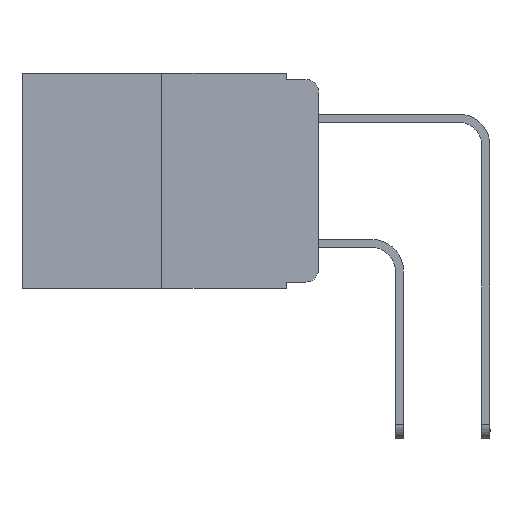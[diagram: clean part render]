
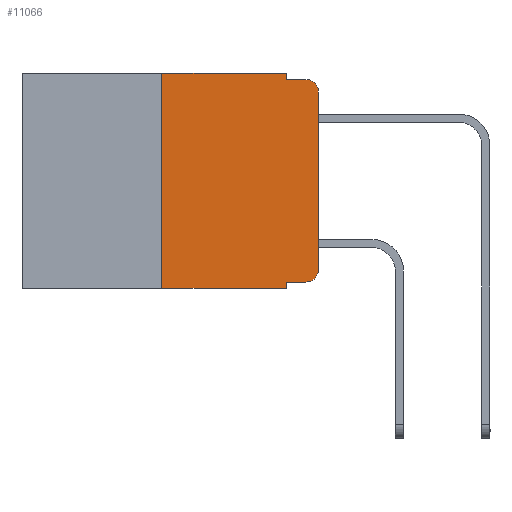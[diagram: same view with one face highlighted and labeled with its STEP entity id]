
A CAD part, left-side view. The second image highlights one B-rep face of the part: STEP entity #11066.
In plain terms, the highlighted planar face has unit normal (-1, 0, 0).
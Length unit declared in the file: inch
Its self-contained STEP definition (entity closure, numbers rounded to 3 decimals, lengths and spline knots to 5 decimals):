
#91 = VERTEX_POINT ( 'NONE', #442 ) ;
#429 = VERTEX_POINT ( 'NONE', #4353 ) ;
#442 = CARTESIAN_POINT ( 'NONE',  ( 0., 0.25, -0.343 ) ) ;
#455 = LINE ( 'NONE', #8249, #14437 ) ;
#477 = EDGE_CURVE ( 'NONE', #1732, #8832, #1995, .T. ) ;
#547 = ORIENTED_EDGE ( 'NONE', *, *, #6283, .T. ) ;
#623 = DIRECTION ( 'NONE',  ( 0., -1., 0. ) ) ;
#1588 = VECTOR ( 'NONE', #15305, 39.37008 ) ;
#1700 = DIRECTION ( 'NONE',  ( -1., 0., 0. ) ) ;
#1708 = ORIENTED_EDGE ( 'NONE', *, *, #13168, .T. ) ;
#1732 = VERTEX_POINT ( 'NONE', #3764 ) ;
#1909 = CARTESIAN_POINT ( 'NONE',  ( 0., 0.051, 0. ) ) ;
#1995 = LINE ( 'NONE', #1909, #4522 ) ;
#2186 = DIRECTION ( 'NONE',  ( 1., 0., 0. ) ) ;
#2975 = VERTEX_POINT ( 'NONE', #10622 ) ;
#3116 = EDGE_CURVE ( 'NONE', #91, #9893, #13872, .T. ) ;
#3156 = EDGE_CURVE ( 'NONE', #1732, #7007, #455, .T. ) ;
#3365 = EDGE_CURVE ( 'NONE', #14151, #2975, #9817, .T. ) ;
#3394 = CIRCLE ( 'NONE', #10240, 0.02 ) ;
#3764 = CARTESIAN_POINT ( 'NONE',  ( 0., 0.051, -0.333 ) ) ;
#4353 = CARTESIAN_POINT ( 'NONE',  ( 0., 0.051, -0.01 ) ) ;
#4522 = VECTOR ( 'NONE', #14182, 39.37008 ) ;
#4554 = ORIENTED_EDGE ( 'NONE', *, *, #8981, .T. ) ;
#4675 = CARTESIAN_POINT ( 'NONE',  ( 0., 0.25, 0. ) ) ;
#4692 = DIRECTION ( 'NONE',  ( 0., 0., -1. ) ) ;
#4819 = PLANE ( 'NONE',  #10504 ) ;
#5013 = FACE_OUTER_BOUND ( 'NONE', #8867, .T. ) ;
#5433 = DIRECTION ( 'NONE',  ( 0., -1., 0. ) ) ;
#5797 = CARTESIAN_POINT ( 'NONE',  ( 0., 0.25, 0. ) ) ;
#6283 = EDGE_CURVE ( 'NONE', #91, #8832, #9172, .T. ) ;
#6396 = DIRECTION ( 'NONE',  ( 0., 0., -1. ) ) ;
#6764 = CARTESIAN_POINT ( 'NONE',  ( 0., 0.473, 0. ) ) ;
#7007 = VERTEX_POINT ( 'NONE', #7797 ) ;
#7250 = EDGE_CURVE ( 'NONE', #8608, #429, #9700, .T. ) ;
#7402 = DIRECTION ( 'NONE',  ( 0., -1., 0. ) ) ;
#7754 = VECTOR ( 'NONE', #623, 39.37008 ) ;
#7797 = CARTESIAN_POINT ( 'NONE',  ( 0., 0.02, -0.333 ) ) ;
#8249 = CARTESIAN_POINT ( 'NONE',  ( 0., 0.051, -0.333 ) ) ;
#8309 = AXIS2_PLACEMENT_3D ( 'NONE', #15119, #10054, #6396 ) ;
#8450 = CARTESIAN_POINT ( 'NONE',  ( 0., 0.473, 0. ) ) ;
#8537 = CARTESIAN_POINT ( 'NONE',  ( 0., 0.051, 0. ) ) ;
#8608 = VERTEX_POINT ( 'NONE', #9670 ) ;
#8779 = VECTOR ( 'NONE', #7402, 39.37008 ) ;
#8832 = VERTEX_POINT ( 'NONE', #9942 ) ;
#8867 = EDGE_LOOP ( 'NONE', ( #14594, #4554, #11277, #11662, #13923, #10613, #547, #14273, #10765, #1708 ) ) ;
#8883 = CARTESIAN_POINT ( 'NONE',  ( 0., 0., -0.313 ) ) ;
#8928 = LINE ( 'NONE', #6764, #12186 ) ;
#8981 = EDGE_CURVE ( 'NONE', #2975, #13390, #9307, .T. ) ;
#9127 = EDGE_CURVE ( 'NONE', #429, #13390, #11024, .T. ) ;
#9142 = EDGE_CURVE ( 'NONE', #9893, #8608, #8928, .T. ) ;
#9172 = LINE ( 'NONE', #13625, #8779 ) ;
#9307 = CIRCLE ( 'NONE', #8309, 0.02 ) ;
#9639 = DIRECTION ( 'NONE',  ( 0., 0., -1. ) ) ;
#9670 = CARTESIAN_POINT ( 'NONE',  ( 0., 0.051, 0. ) ) ;
#9700 = LINE ( 'NONE', #8537, #10859 ) ;
#9817 = LINE ( 'NONE', #14908, #1588 ) ;
#9893 = VERTEX_POINT ( 'NONE', #5797 ) ;
#9942 = CARTESIAN_POINT ( 'NONE',  ( 0., 0.051, -0.343 ) ) ;
#10054 = DIRECTION ( 'NONE',  ( -1., 0., 0. ) ) ;
#10240 = AXIS2_PLACEMENT_3D ( 'NONE', #13976, #1700, #11464 ) ;
#10504 = AXIS2_PLACEMENT_3D ( 'NONE', #8450, #2186, #9639 ) ;
#10613 = ORIENTED_EDGE ( 'NONE', *, *, #3116, .F. ) ;
#10622 = CARTESIAN_POINT ( 'NONE',  ( 0., 0., -0.03 ) ) ;
#10765 = ORIENTED_EDGE ( 'NONE', *, *, #3156, .T. ) ;
#10859 = VECTOR ( 'NONE', #4692, 39.37008 ) ;
#10945 = DIRECTION ( 'NONE',  ( 0., -1., 0. ) ) ;
#11024 = LINE ( 'NONE', #15271, #7754 ) ;
#11066 = ADVANCED_FACE ( 'NONE', ( #5013 ), #4819, .F. ) ;
#11277 = ORIENTED_EDGE ( 'NONE', *, *, #9127, .F. ) ;
#11464 = DIRECTION ( 'NONE',  ( 0., 0., -1. ) ) ;
#11662 = ORIENTED_EDGE ( 'NONE', *, *, #7250, .F. ) ;
#11998 = CARTESIAN_POINT ( 'NONE',  ( 0., 0.02, -0.01 ) ) ;
#12186 = VECTOR ( 'NONE', #5433, 39.37008 ) ;
#12725 = VECTOR ( 'NONE', #13252, 39.37008 ) ;
#13168 = EDGE_CURVE ( 'NONE', #7007, #14151, #3394, .T. ) ;
#13252 = DIRECTION ( 'NONE',  ( 0., 0., 1. ) ) ;
#13390 = VERTEX_POINT ( 'NONE', #11998 ) ;
#13625 = CARTESIAN_POINT ( 'NONE',  ( 0., 0.473, -0.343 ) ) ;
#13872 = LINE ( 'NONE', #4675, #12725 ) ;
#13923 = ORIENTED_EDGE ( 'NONE', *, *, #9142, .F. ) ;
#13976 = CARTESIAN_POINT ( 'NONE',  ( 0., 0.02, -0.313 ) ) ;
#14151 = VERTEX_POINT ( 'NONE', #8883 ) ;
#14182 = DIRECTION ( 'NONE',  ( 0., 0., -1. ) ) ;
#14273 = ORIENTED_EDGE ( 'NONE', *, *, #477, .F. ) ;
#14437 = VECTOR ( 'NONE', #10945, 39.37008 ) ;
#14594 = ORIENTED_EDGE ( 'NONE', *, *, #3365, .T. ) ;
#14908 = CARTESIAN_POINT ( 'NONE',  ( 0., 0., 0. ) ) ;
#15119 = CARTESIAN_POINT ( 'NONE',  ( 0., 0.02, -0.03 ) ) ;
#15271 = CARTESIAN_POINT ( 'NONE',  ( 0., 0.051, -0.01 ) ) ;
#15305 = DIRECTION ( 'NONE',  ( 0., 0., 1. ) ) ;
